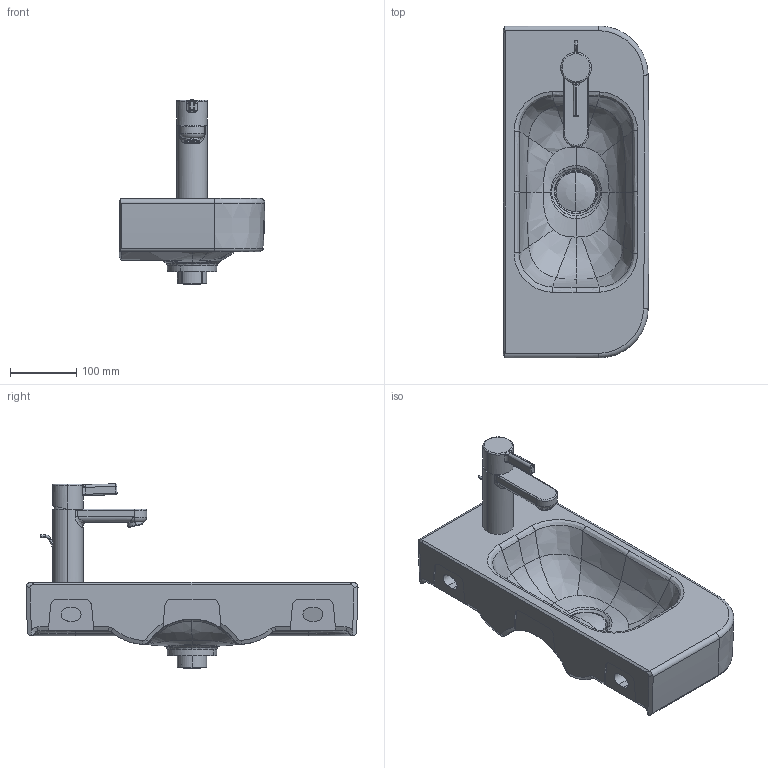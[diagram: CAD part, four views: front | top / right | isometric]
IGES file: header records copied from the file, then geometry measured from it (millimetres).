
Global section: file name: No Iges File Name specified; native system: Autodesk Inventor 2011; preprocessor: AutoDesk Inventor Iges Exporter R2011; author: Administrator; date: 20131015.095718; units: millimetre
Bounding box: 219.73 x 499.76 x 277.61 mm (x, y, z)
Volume: 4525048.6 mm3; surface area: 479551.8 mm2
Topology: 7 solids, 7 shells, 410 faces, 1059 edges, 665 vertices
Faces by surface type: bspline 159, plane 94, revolution 61, cylinder 57, torus 27, cone 10, sphere 2
